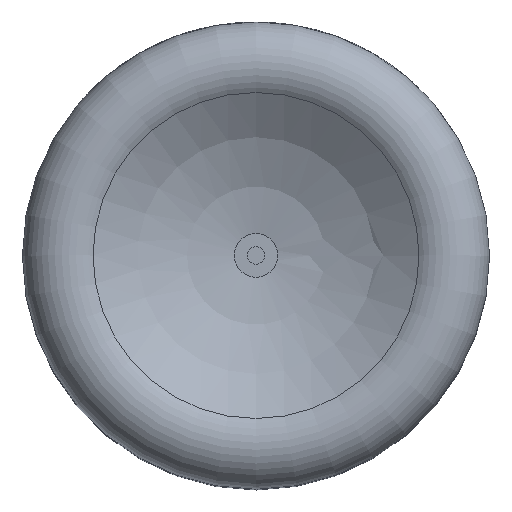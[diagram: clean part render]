
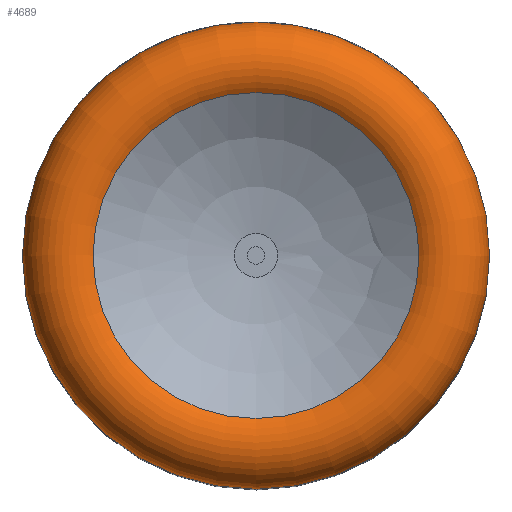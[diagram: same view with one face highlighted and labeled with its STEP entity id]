
A CAD part, top view. The second image highlights one B-rep face of the part: STEP entity #4689.
In plain terms, the highlighted toroidal (fillet/blend) face has major radius 43.5 mm and minor radius 10 mm.
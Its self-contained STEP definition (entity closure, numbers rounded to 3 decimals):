
#220=TOROIDAL_SURFACE('',#5032,43.5,10.);
#859=ORIENTED_EDGE('',*,*,#1855,.T.);
#860=ORIENTED_EDGE('',*,*,#1800,.F.);
#1800=EDGE_CURVE('',#2301,#2301,#2607,.F.);
#1855=EDGE_CURVE('',#2356,#2356,#2633,.T.);
#2301=VERTEX_POINT('',#6817);
#2356=VERTEX_POINT('',#7041);
#2607=CIRCLE('',#4979,53.5);
#2633=CIRCLE('',#5025,37.336);
#2797=EDGE_LOOP('',(#859));
#2798=EDGE_LOOP('',(#860));
#3088=FACE_BOUND('',#2797,.T.);
#3089=FACE_BOUND('',#2798,.T.);
#4689=ADVANCED_FACE('',(#3088,#3089),#220,.T.);
#4979=AXIS2_PLACEMENT_3D('',#6816,#5508,#5509);
#5025=AXIS2_PLACEMENT_3D('',#7040,#5601,#5602);
#5032=AXIS2_PLACEMENT_3D('',#7052,#5615,#5616);
#5508=DIRECTION('',(0.,0.,1.));
#5509=DIRECTION('',(1.,0.,0.));
#5601=DIRECTION('',(0.,0.,-1.));
#5602=DIRECTION('',(-1.,0.,0.));
#5615=DIRECTION('',(0.,0.,1.));
#5616=DIRECTION('',(1.,0.,0.));
#6816=CARTESIAN_POINT('',(0.,0.,-10.));
#6817=CARTESIAN_POINT('',(53.5,0.,-10.));
#7040=CARTESIAN_POINT('',(0.,0.,-2.125));
#7041=CARTESIAN_POINT('',(-37.336,0.,-2.125));
#7052=CARTESIAN_POINT('',(0.,0.,-10.));
